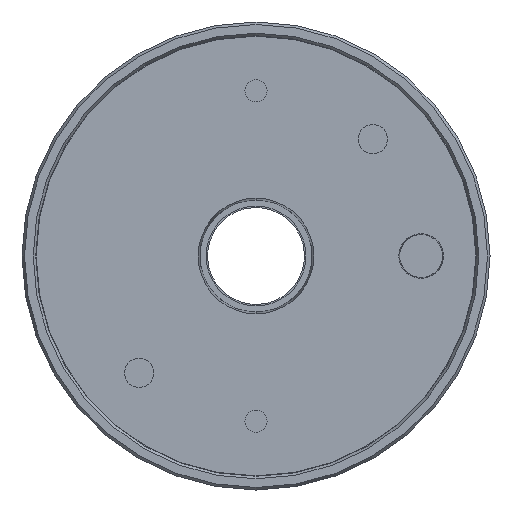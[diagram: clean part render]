
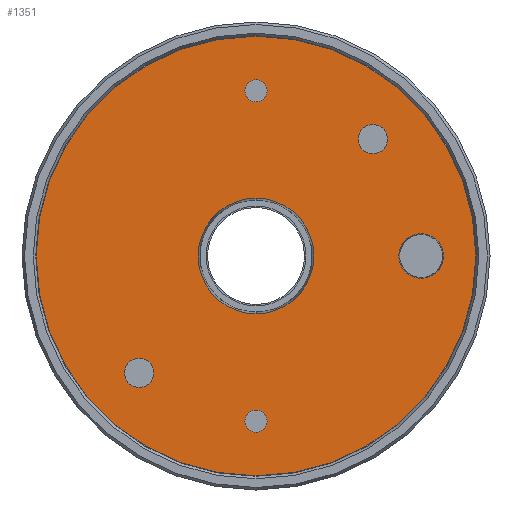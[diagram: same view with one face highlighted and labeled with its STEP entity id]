
A CAD part, front view. The second image highlights one B-rep face of the part: STEP entity #1351.
In plain terms, the highlighted planar face has unit normal (0, -1, 0).
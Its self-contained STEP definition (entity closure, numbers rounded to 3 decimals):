
#17 = CARTESIAN_POINT ( 'NONE',  ( 0., 0., 0. ) ) ;
#27 = DIRECTION ( 'NONE',  ( 0., 0., -1. ) ) ;
#30 = CARTESIAN_POINT ( 'NONE',  ( 26.941, 0., 23.567 ) ) ;
#32 = DIRECTION ( 'NONE',  ( 0., 0., 1. ) ) ;
#34 = AXIS2_PLACEMENT_3D ( 'NONE', #1197, #2178, #1999 ) ;
#43 = EDGE_LOOP ( 'NONE', ( #64 ) ) ;
#49 = EDGE_CURVE ( 'NONE', #2032, #2032, #1257, .T. ) ;
#53 = ORIENTED_EDGE ( 'NONE', *, *, #438, .F. ) ;
#64 = ORIENTED_EDGE ( 'NONE', *, *, #2220, .T. ) ;
#69 = EDGE_LOOP ( 'NONE', ( #53 ) ) ;
#82 = CIRCLE ( 'NONE', #2513, 3.374 ) ;
#144 = DIRECTION ( 'NONE',  ( 0., -1., 0. ) ) ;
#175 = FACE_BOUND ( 'NONE', #1736, .T. ) ;
#187 = FACE_OUTER_BOUND ( 'NONE', #43, .T. ) ;
#354 = AXIS2_PLACEMENT_3D ( 'NONE', #2544, #745, #1156 ) ;
#365 = FACE_BOUND ( 'NONE', #2535, .T. ) ;
#390 = FACE_BOUND ( 'NONE', #69, .T. ) ;
#434 = VERTEX_POINT ( 'NONE', #30 ) ;
#438 = EDGE_CURVE ( 'NONE', #632, #632, #1472, .T. ) ;
#457 = AXIS2_PLACEMENT_3D ( 'NONE', #1465, #1650, #2221 ) ;
#546 = EDGE_LOOP ( 'NONE', ( #752 ) ) ;
#548 = CARTESIAN_POINT ( 'NONE',  ( 0., 0., -38.1 ) ) ;
#622 = CIRCLE ( 'NONE', #2253, 5.144 ) ;
#632 = VERTEX_POINT ( 'NONE', #1854 ) ;
#652 = ORIENTED_EDGE ( 'NONE', *, *, #670, .F. ) ;
#670 = EDGE_CURVE ( 'NONE', #434, #434, #82, .T. ) ;
#745 = DIRECTION ( 'NONE',  ( 0., -1., 0. ) ) ;
#752 = ORIENTED_EDGE ( 'NONE', *, *, #49, .F. ) ;
#794 = VERTEX_POINT ( 'NONE', #2017 ) ;
#809 = EDGE_LOOP ( 'NONE', ( #1010 ) ) ;
#886 = CARTESIAN_POINT ( 'NONE',  ( 0., 0., -13.335 ) ) ;
#904 = VERTEX_POINT ( 'NONE', #2314 ) ;
#936 = CARTESIAN_POINT ( 'NONE',  ( 0., 0., 0. ) ) ;
#963 = DIRECTION ( 'NONE',  ( 0., -1., 0. ) ) ;
#1010 = ORIENTED_EDGE ( 'NONE', *, *, #2288, .F. ) ;
#1156 = DIRECTION ( 'NONE',  ( 0., 0., -1. ) ) ;
#1197 = CARTESIAN_POINT ( 'NONE',  ( 0., 0., 0. ) ) ;
#1230 = VERTEX_POINT ( 'NONE', #1847 ) ;
#1257 = CIRCLE ( 'NONE', #1675, 13.335 ) ;
#1351 = ADVANCED_FACE ( 'NONE', ( #175, #390, #1981, #1631, #365, #1995, #187 ), #2033, .F. ) ;
#1382 = AXIS2_PLACEMENT_3D ( 'NONE', #548, #144, #1762 ) ;
#1419 = ORIENTED_EDGE ( 'NONE', *, *, #2271, .F. ) ;
#1462 = AXIS2_PLACEMENT_3D ( 'NONE', #17, #1839, #32 ) ;
#1465 = CARTESIAN_POINT ( 'NONE',  ( -26.941, 0., -26.941 ) ) ;
#1472 = CIRCLE ( 'NONE', #457, 3.374 ) ;
#1631 = FACE_BOUND ( 'NONE', #1954, .T. ) ;
#1639 = CIRCLE ( 'NONE', #34, 50.698 ) ;
#1640 = CARTESIAN_POINT ( 'NONE',  ( 38.1, 0., -5.144 ) ) ;
#1650 = DIRECTION ( 'NONE',  ( 0., -1., 0. ) ) ;
#1675 = AXIS2_PLACEMENT_3D ( 'NONE', #936, #2351, #2527 ) ;
#1736 = EDGE_LOOP ( 'NONE', ( #652 ) ) ;
#1762 = DIRECTION ( 'NONE',  ( 0., 0., -1. ) ) ;
#1839 = DIRECTION ( 'NONE',  ( 0., 1., 0. ) ) ;
#1847 = CARTESIAN_POINT ( 'NONE',  ( 0., 0., 35.547 ) ) ;
#1854 = CARTESIAN_POINT ( 'NONE',  ( -26.941, 0., -30.314 ) ) ;
#1954 = EDGE_LOOP ( 'NONE', ( #2211 ) ) ;
#1981 = FACE_BOUND ( 'NONE', #809, .T. ) ;
#1995 = FACE_BOUND ( 'NONE', #546, .T. ) ;
#1999 = DIRECTION ( 'NONE',  ( 0., 0., -1. ) ) ;
#2016 = DIRECTION ( 'NONE',  ( 0., 0., -1. ) ) ;
#2017 = CARTESIAN_POINT ( 'NONE',  ( 0., 0., -40.653 ) ) ;
#2032 = VERTEX_POINT ( 'NONE', #886 ) ;
#2033 = PLANE ( 'NONE',  #1462 ) ;
#2165 = CIRCLE ( 'NONE', #354, 2.553 ) ;
#2178 = DIRECTION ( 'NONE',  ( 0., -1., 0. ) ) ;
#2202 = CARTESIAN_POINT ( 'NONE',  ( 38.1, 0., 0. ) ) ;
#2204 = VERTEX_POINT ( 'NONE', #1640 ) ;
#2211 = ORIENTED_EDGE ( 'NONE', *, *, #2299, .F. ) ;
#2220 = EDGE_CURVE ( 'NONE', #904, #904, #1639, .T. ) ;
#2221 = DIRECTION ( 'NONE',  ( 0., 0., -1. ) ) ;
#2248 = DIRECTION ( 'NONE',  ( 0., -1., 0. ) ) ;
#2253 = AXIS2_PLACEMENT_3D ( 'NONE', #2202, #963, #2016 ) ;
#2271 = EDGE_CURVE ( 'NONE', #2204, #2204, #622, .T. ) ;
#2288 = EDGE_CURVE ( 'NONE', #1230, #1230, #2165, .T. ) ;
#2295 = CIRCLE ( 'NONE', #1382, 2.553 ) ;
#2299 = EDGE_CURVE ( 'NONE', #794, #794, #2295, .T. ) ;
#2314 = CARTESIAN_POINT ( 'NONE',  ( 0., 0., -50.698 ) ) ;
#2351 = DIRECTION ( 'NONE',  ( 0., -1., 0. ) ) ;
#2441 = CARTESIAN_POINT ( 'NONE',  ( 26.941, 0., 26.941 ) ) ;
#2513 = AXIS2_PLACEMENT_3D ( 'NONE', #2441, #2248, #27 ) ;
#2527 = DIRECTION ( 'NONE',  ( 0., 0., -1. ) ) ;
#2535 = EDGE_LOOP ( 'NONE', ( #1419 ) ) ;
#2544 = CARTESIAN_POINT ( 'NONE',  ( 0., 0., 38.1 ) ) ;
